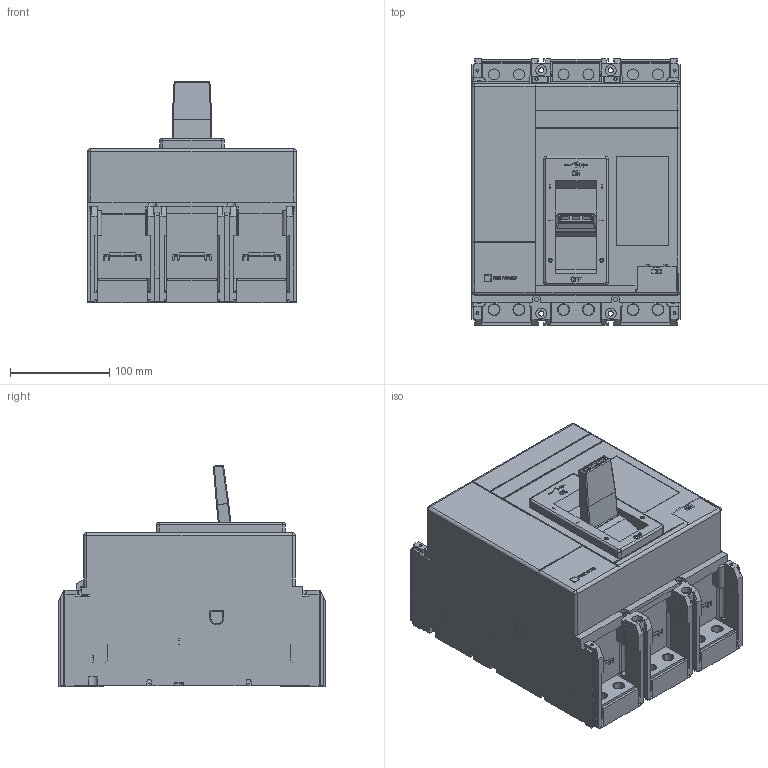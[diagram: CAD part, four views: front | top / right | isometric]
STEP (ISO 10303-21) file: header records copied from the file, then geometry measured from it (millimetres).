
FILE_DESCRIPTION (( 'STEP AP203' ), '1' );
FILE_NAME ('Ñáîðêà12.STEP', '2023-11-14T08:28:32', ( '' ), ( '' ), 'SwSTEP 2.0', 'SolidWorks 2022', '' );
FILE_SCHEMA (( 'CONFIG_CONTROL_DESIGN' ));
Products named in the file (2): AR-MCCB-3N-085-0800A-ATUC ARMAT Авт. выкл. лит. корпус 3P N 85кА 800А ТМ рег. IEK.step; Сборка12
Assembly tree (1 placements, depth 2):
  Сборка12
    AR-MCCB-3N-085-0800A-ATUC ARMAT Авт. выкл. лит. корпус 3P N 85кА 800А ТМ рег. IEK.step
Bounding box: 210 x 268 x 223.31 mm (x, y, z)
Volume: 7206630.8 mm3; surface area: 468361.4 mm2
Topology: 1 solids, 48 shells, 4882 faces, 12999 edges, 8279 vertices
Faces by surface type: plane 3109, cylinder 1324, sphere 169, torus 163, bspline 80, cone 37
Entity records: 152001 total; most frequent: CARTESIAN_POINT 29324, ORIENTED_EDGE 25972, DIRECTION 24930, EDGE_CURVE 12986, LINE 9694, VECTOR 9694, VERTEX_POINT 8279, AXIS2_PLACEMENT_3D 7618
